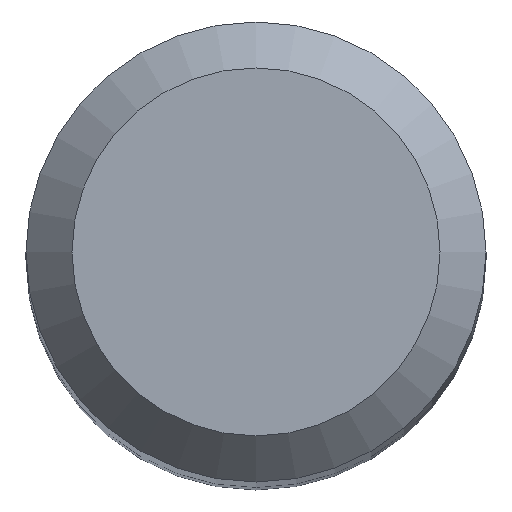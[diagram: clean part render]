
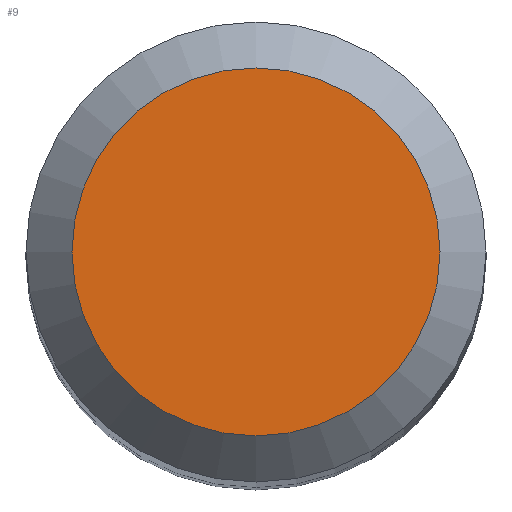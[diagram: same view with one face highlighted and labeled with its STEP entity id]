
A CAD part, top view. The second image highlights one B-rep face of the part: STEP entity #9.
In plain terms, the highlighted planar face has unit normal (0, 0, 1).
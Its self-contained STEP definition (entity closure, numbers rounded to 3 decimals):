
#1 = EDGE_CURVE ( 'NONE', #13, #13, #175, .T. ) ;
#3 = CARTESIAN_POINT ( 'NONE',  ( 0., 0., 30. ) ) ;
#6 = DIRECTION ( 'NONE',  ( 0., 0., -1. ) ) ;
#8 = EDGE_LOOP ( 'NONE', ( #167 ) ) ;
#9 = ADVANCED_FACE ( 'NONE', ( #25 ), #68, .F. ) ;
#13 = VERTEX_POINT ( 'NONE', #156 ) ;
#25 = FACE_OUTER_BOUND ( 'NONE', #8, .T. ) ;
#44 = AXIS2_PLACEMENT_3D ( 'NONE', #99, #6, #169 ) ;
#51 = DIRECTION ( 'NONE',  ( 0., 0., -1. ) ) ;
#68 = PLANE ( 'NONE',  #193 ) ;
#99 = CARTESIAN_POINT ( 'NONE',  ( 0., 0., 30. ) ) ;
#156 = CARTESIAN_POINT ( 'NONE',  ( 0., 1.2, 30. ) ) ;
#167 = ORIENTED_EDGE ( 'NONE', *, *, #1, .F. ) ;
#169 = DIRECTION ( 'NONE',  ( 0., 1., 0. ) ) ;
#175 = CIRCLE ( 'NONE', #44, 1.2 ) ;
#193 = AXIS2_PLACEMENT_3D ( 'NONE', #3, #51, #200 ) ;
#200 = DIRECTION ( 'NONE',  ( 0., 1., 0. ) ) ;
